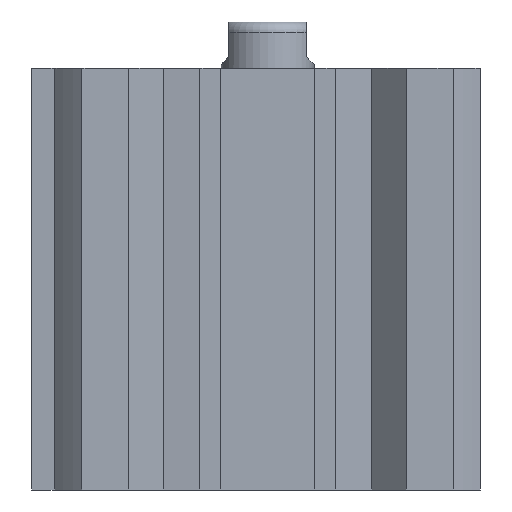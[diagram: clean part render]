
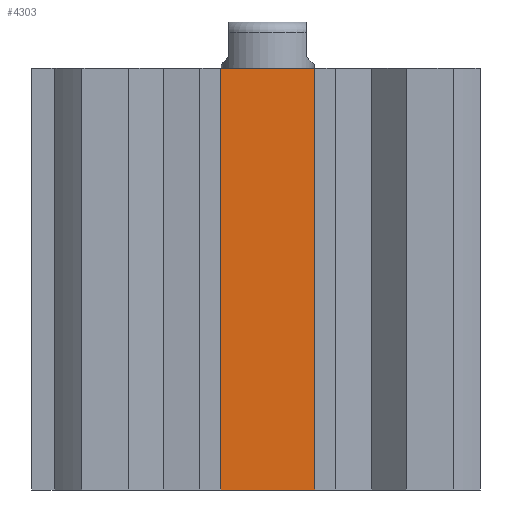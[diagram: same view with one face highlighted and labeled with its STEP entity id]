
A CAD part, left-side view. The second image highlights one B-rep face of the part: STEP entity #4303.
In plain terms, the highlighted planar face has unit normal (-1, 0, 0).
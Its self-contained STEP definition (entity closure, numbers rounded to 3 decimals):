
#804=CARTESIAN_POINT('',(-23.3,-6.35,0.0));
#805=VERTEX_POINT('',#804);
#812=CARTESIAN_POINT('',(-23.3,6.35,0.0));
#813=VERTEX_POINT('',#812);
#814=CARTESIAN_POINT('',(-23.3,-6.35,0.0));
#815=DIRECTION('',(0.0,1.0,0.0));
#816=VECTOR('',#815,12.7);
#817=LINE('',#814,#816);
#818=EDGE_CURVE('',#805,#813,#817,.T.);
#1929=CARTESIAN_POINT('',(-23.3,6.35,54.5));
#1930=VERTEX_POINT('',#1929);
#1937=CARTESIAN_POINT('',(-23.3,-6.35,54.5));
#1938=VERTEX_POINT('',#1937);
#1939=CARTESIAN_POINT('',(-23.3,6.35,54.5));
#1940=DIRECTION('',(0.0,-1.0,0.0));
#1941=VECTOR('',#1940,12.7);
#1942=LINE('',#1939,#1941);
#1943=EDGE_CURVE('',#1930,#1938,#1942,.T.);
#4050=CARTESIAN_POINT('',(-23.3,-6.35,0.0));
#4051=DIRECTION('',(0.0,0.0,1.0));
#4052=VECTOR('',#4051,54.5);
#4053=LINE('',#4050,#4052);
#4054=EDGE_CURVE('',#805,#1938,#4053,.T.);
#4283=CARTESIAN_POINT('',(-23.3,6.35,0.0));
#4284=DIRECTION('',(0.0,0.0,1.0));
#4285=VECTOR('',#4284,54.5);
#4286=LINE('',#4283,#4285);
#4287=EDGE_CURVE('',#813,#1930,#4286,.T.);
#4292=CARTESIAN_POINT('',(-23.3,6.35,0.0));
#4293=DIRECTION('',(1.0,0.0,0.0));
#4294=DIRECTION('',(0.0,0.0,-1.0));
#4295=AXIS2_PLACEMENT_3D('',#4292,#4293,#4294);
#4296=PLANE('',#4295);
#4297=ORIENTED_EDGE('',*,*,#1943,.F.);
#4298=ORIENTED_EDGE('',*,*,#4287,.F.);
#4299=ORIENTED_EDGE('',*,*,#818,.F.);
#4300=ORIENTED_EDGE('',*,*,#4054,.T.);
#4301=EDGE_LOOP('',(#4297,#4298,#4299,#4300));
#4302=FACE_OUTER_BOUND('',#4301,.T.);
#4303=ADVANCED_FACE('',(#4302),#4296,.F.);
